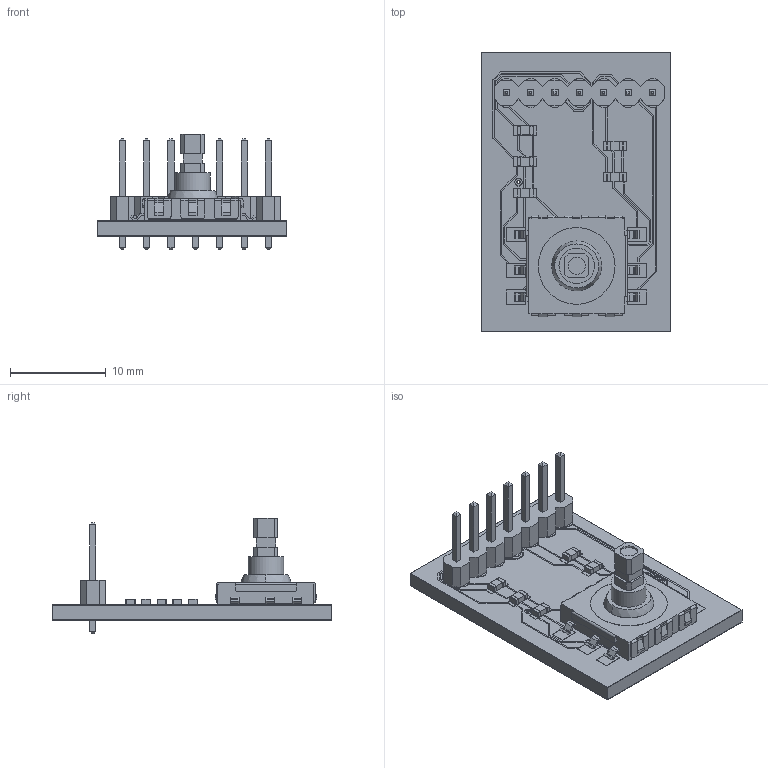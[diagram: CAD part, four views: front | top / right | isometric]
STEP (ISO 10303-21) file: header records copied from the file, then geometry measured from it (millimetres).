
FILE_DESCRIPTION(/* description */ ('','CAx-IF Rec.Pracs.---Representation and Presentation of Product Manufacturing Information (PMI)---4.0---2014-10-13'),/* implementation_level */ '2;1');
FILE_NAME(/* name */ 'Button_pcb.step',/* time_stamp */ '2025-03-16T17:30:13-10:00',/* author */ (''),/* organization */ (''),/* preprocessor_version */ 'ST-DEVELOPER v20',/* originating_system */ 'Autodesk Translation Framework v13.20.0.188',/* authorisation */ '');
FILE_SCHEMA (('AP242_MANAGED_MODEL_BASED_3D_ENGINEERING_MIM_LF { 1 0 10303 442 1 1 4 }'));
Length unit declared in the file: millimetre
Products named in the file (12): Button_Breakout_Schematic_v1; Board; Packages; 1X07; RESC1608X60; 5576557.f3d ; MUAS90R; MU-AS90R v1; 1-copper; 16-copper; 1-soldermask; 16-soldermask
Assembly tree (15 placements, depth 4):
  Button_Breakout_Schematic_v1
    Board
    Packages
      1X07
      RESC1608X60  x5
        5576557.f3d 
      MUAS90R
        MU-AS90R v1
    1-copper
    16-copper
    1-soldermask
    16-soldermask
Bounding box: 19.79 x 29.13 x 12 mm (x, y, z)
Volume: 1339.9 mm3; surface area: 4860.2 mm2
Topology: 63 solids, 63 shells, 1450 faces, 3524 edges, 2243 vertices
Faces by surface type: plane 968, cylinder 398, sphere 80, bspline 2, cone 2
Full cylindrical faces by diameter (mm): 0.28 x3, 0.35 x4, 0.7 x2, 0.946 x35, 1 x6, 1.016 x28, 1.8 x1, 3.7 x1, 5.2 x1, 8 x1
Entity records: 37224 total; most frequent: CARTESIAN_POINT 6393, DIRECTION 6207, ORIENTED_EDGE 6184, EDGE_CURVE 3092, LINE 2481, VECTOR 2481, VERTEX_POINT 2019, AXIS2_PLACEMENT_3D 1863
